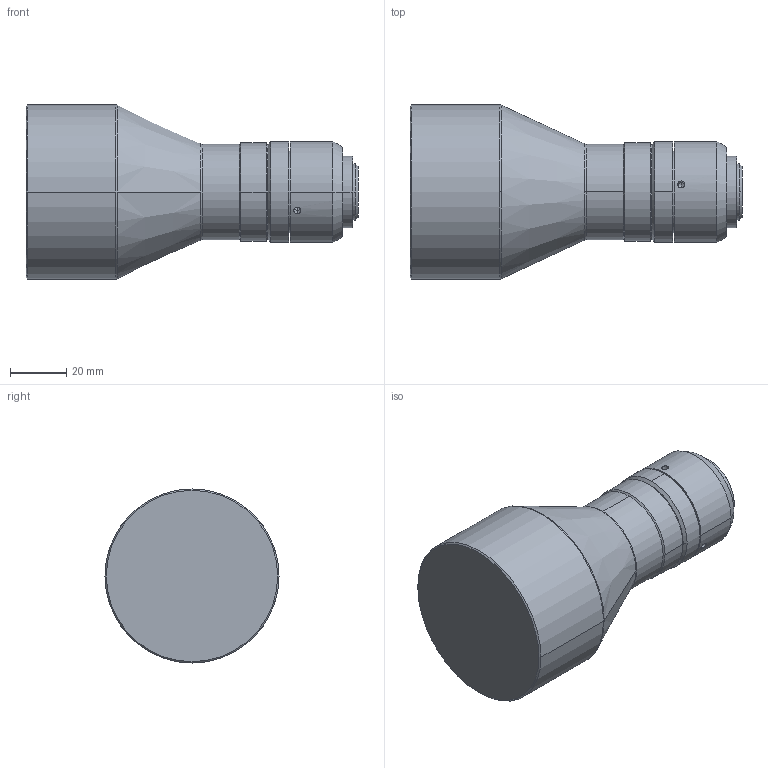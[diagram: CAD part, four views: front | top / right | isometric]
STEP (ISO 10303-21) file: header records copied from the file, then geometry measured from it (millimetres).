
FILE_DESCRIPTION (( 'STEP AP203' ), '1' );
FILE_NAME ('DTCM120-42-AL.STEP', '2019-11-13T03:55:08', ( 'Windows 蚚誧' ), ( '' ), 'SwSTEP 2.0', 'SolidWorks 2017', '' );
FILE_SCHEMA (( 'CONFIG_CONTROL_DESIGN' ));
Length unit declared in the file: millimetre
Products named in the file (1): DTCM120-42-AL
Bounding box: 118.2 x 62 x 62 mm (x, y, z)
Volume: 204308.8 mm3; surface area: 22552.4 mm2
Topology: 1 solids, 1 shells, 58 faces, 138 edges, 85 vertices
Faces by surface type: cylinder 24, cone 22, plane 8, bspline 4
Entity records: 1871 total; most frequent: CARTESIAN_POINT 450, DIRECTION 308, ORIENTED_EDGE 264, EDGE_CURVE 132, AXIS2_PLACEMENT_3D 131, VERTEX_POINT 85, CIRCLE 76, EDGE_LOOP 67
